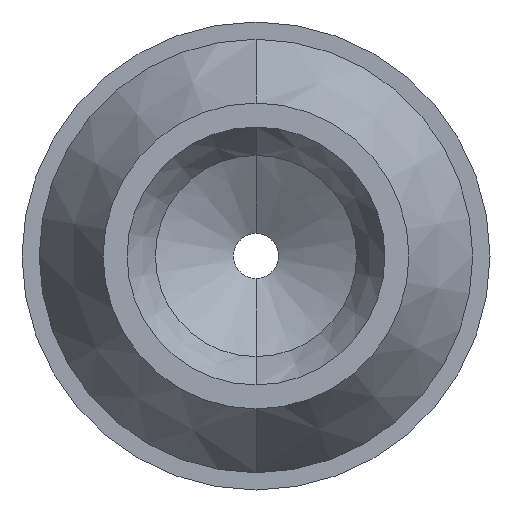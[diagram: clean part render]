
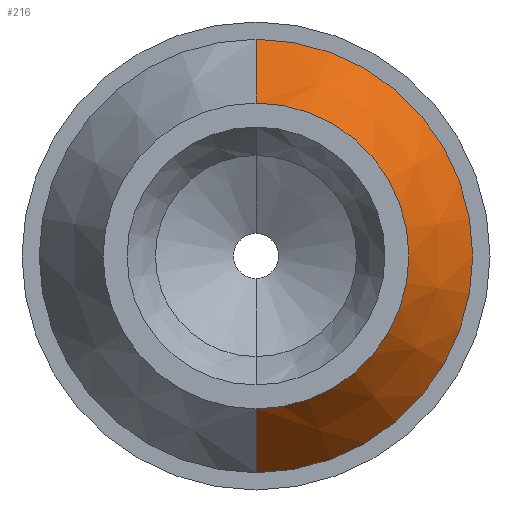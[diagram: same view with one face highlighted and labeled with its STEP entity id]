
A CAD part, front view. The second image highlights one B-rep face of the part: STEP entity #216.
In plain terms, the highlighted conical face has half-angle 30 degrees and reference radius 3.45 mm.
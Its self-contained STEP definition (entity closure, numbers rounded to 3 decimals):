
#42 = EDGE_CURVE ( 'NONE', #1705, #1462, #1567, .T. ) ;
#90 = LINE ( 'NONE', #347, #1342 ) ;
#164 = AXIS2_PLACEMENT_3D ( 'NONE', #1646, #679, #259 ) ;
#216 = ADVANCED_FACE ( 'NONE', ( #252 ), #1485, .T. ) ;
#252 = FACE_OUTER_BOUND ( 'NONE', #497, .T. ) ;
#259 = DIRECTION ( 'NONE',  ( 0., 0., -1. ) ) ;
#274 = EDGE_CURVE ( 'NONE', #1462, #670, #536, .T. ) ;
#347 = CARTESIAN_POINT ( 'NONE',  ( 0., 11.206, -3.45 ) ) ;
#497 = EDGE_LOOP ( 'NONE', ( #692, #1001, #1710, #756 ) ) ;
#531 = DIRECTION ( 'NONE',  ( 0., -1., 0. ) ) ;
#536 = LINE ( 'NONE', #1302, #1804 ) ;
#582 = DIRECTION ( 'NONE',  ( 0., 0., 1. ) ) ;
#650 = AXIS2_PLACEMENT_3D ( 'NONE', #1550, #851, #582 ) ;
#670 = VERTEX_POINT ( 'NONE', #967 ) ;
#679 = DIRECTION ( 'NONE',  ( 0., -1., 0. ) ) ;
#692 = ORIENTED_EDGE ( 'NONE', *, *, #42, .F. ) ;
#756 = ORIENTED_EDGE ( 'NONE', *, *, #274, .F. ) ;
#787 = CARTESIAN_POINT ( 'NONE',  ( 0., 11.206, -3.45 ) ) ;
#851 = DIRECTION ( 'NONE',  ( 0., 1., 0. ) ) ;
#857 = CIRCLE ( 'NONE', #164, 4.89 ) ;
#924 = DIRECTION ( 'NONE',  ( 0., 0.866, -0.5 ) ) ;
#961 = DIRECTION ( 'NONE',  ( 0., 0., -1. ) ) ;
#967 = CARTESIAN_POINT ( 'NONE',  ( 0., 13.7, 4.89 ) ) ;
#1001 = ORIENTED_EDGE ( 'NONE', *, *, #1575, .T. ) ;
#1119 = VERTEX_POINT ( 'NONE', #1631 ) ;
#1178 = EDGE_CURVE ( 'NONE', #1119, #670, #857, .T. ) ;
#1250 = CARTESIAN_POINT ( 'NONE',  ( 0., 11.206, 0. ) ) ;
#1284 = CARTESIAN_POINT ( 'NONE',  ( 0., 11.206, 3.45 ) ) ;
#1292 = AXIS2_PLACEMENT_3D ( 'NONE', #1250, #531, #961 ) ;
#1302 = CARTESIAN_POINT ( 'NONE',  ( 0., 11.206, 3.45 ) ) ;
#1308 = DIRECTION ( 'NONE',  ( 0., 0.866, 0.5 ) ) ;
#1342 = VECTOR ( 'NONE', #924, 1000. ) ;
#1462 = VERTEX_POINT ( 'NONE', #1284 ) ;
#1485 = CONICAL_SURFACE ( 'NONE', #650, 3.45, 0.524 ) ;
#1550 = CARTESIAN_POINT ( 'NONE',  ( 0., 11.206, 0. ) ) ;
#1567 = CIRCLE ( 'NONE', #1292, 3.45 ) ;
#1575 = EDGE_CURVE ( 'NONE', #1705, #1119, #90, .T. ) ;
#1631 = CARTESIAN_POINT ( 'NONE',  ( 0., 13.7, -4.89 ) ) ;
#1646 = CARTESIAN_POINT ( 'NONE',  ( 0., 13.7, 0. ) ) ;
#1705 = VERTEX_POINT ( 'NONE', #787 ) ;
#1710 = ORIENTED_EDGE ( 'NONE', *, *, #1178, .T. ) ;
#1804 = VECTOR ( 'NONE', #1308, 1000. ) ;
